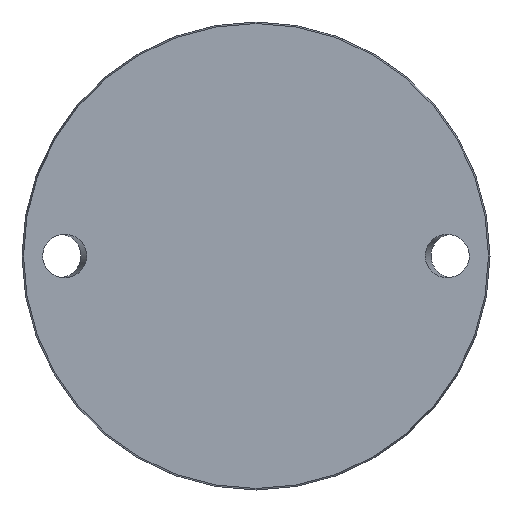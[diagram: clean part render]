
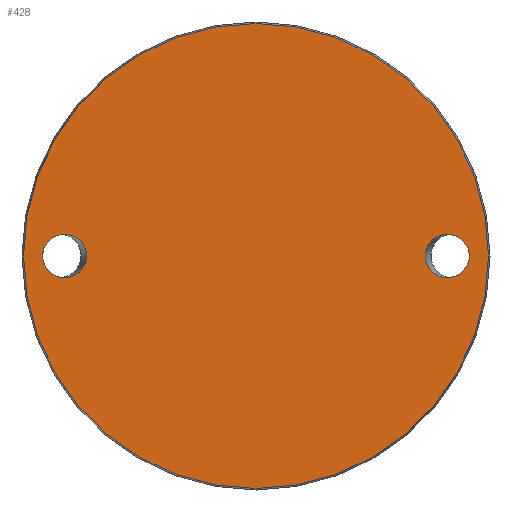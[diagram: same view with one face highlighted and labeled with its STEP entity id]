
A CAD part, front view. The second image highlights one B-rep face of the part: STEP entity #428.
In plain terms, the highlighted planar face has unit normal (0, -1, 0).
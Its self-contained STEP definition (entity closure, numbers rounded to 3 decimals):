
#42 = FACE_BOUND ( 'NONE', #1037, .T. ) ;
#95 = EDGE_CURVE ( 'NONE', #311, #311, #252, .T. ) ;
#118 = CARTESIAN_POINT ( 'NONE',  ( -64.385, 0., 0. ) ) ;
#119 = EDGE_LOOP ( 'NONE', ( #627 ) ) ;
#134 = PLANE ( 'NONE',  #992 ) ;
#155 = VERTEX_POINT ( 'NONE', #542 ) ;
#192 = ORIENTED_EDGE ( 'NONE', *, *, #385, .T. ) ;
#230 =( BOUNDED_CURVE ( )  B_SPLINE_CURVE ( 3, ( #683, #432, #529, #853, #752, #351, #673 ),
 .UNSPECIFIED., .T., .T. ) 
 B_SPLINE_CURVE_WITH_KNOTS ( ( 4, 3, 4 ),
 ( 0., 3.142, 6.283 ),
 .UNSPECIFIED. ) 
 CURVE ( )  GEOMETRIC_REPRESENTATION_ITEM ( )  RATIONAL_B_SPLINE_CURVE ( ( 1., 0.333, 0.333, 1., 0.333, 0.333, 1. ) ) 
 REPRESENTATION_ITEM ( '' )  );
#249 = CARTESIAN_POINT ( 'NONE',  ( 0., 0., 0. ) ) ;
#252 = CIRCLE ( 'NONE', #437, 88.425 ) ;
#266 = CARTESIAN_POINT ( 'NONE',  ( -81.115, 0., 16.5 ) ) ;
#298 = CARTESIAN_POINT ( 'NONE',  ( 0., 0., -88.425 ) ) ;
#311 = VERTEX_POINT ( 'NONE', #298 ) ;
#351 = CARTESIAN_POINT ( 'NONE',  ( 64.385, 0., 16.5 ) ) ;
#359 =( BOUNDED_CURVE ( )  B_SPLINE_CURVE ( 3, ( #1007, #266, #444, #118, #829, #450, #1014 ),
 .UNSPECIFIED., .T., .T. ) 
 B_SPLINE_CURVE_WITH_KNOTS ( ( 4, 3, 4 ),
 ( 0., 3.142, 6.283 ),
 .UNSPECIFIED. ) 
 CURVE ( )  GEOMETRIC_REPRESENTATION_ITEM ( )  RATIONAL_B_SPLINE_CURVE ( ( 1., 0.333, 0.333, 1., 0.333, 0.333, 1. ) ) 
 REPRESENTATION_ITEM ( '' )  );
#385 = EDGE_CURVE ( 'NONE', #155, #155, #359, .T. ) ;
#428 = ADVANCED_FACE ( 'NONE', ( #42, #933, #591 ), #134, .F. ) ;
#432 = CARTESIAN_POINT ( 'NONE',  ( 64.385, 0., -16.5 ) ) ;
#437 = AXIS2_PLACEMENT_3D ( 'NONE', #249, #499, #643 ) ;
#438 = DIRECTION ( 'NONE',  ( 0., 0., 1. ) ) ;
#444 = CARTESIAN_POINT ( 'NONE',  ( -64.385, 0., 16.5 ) ) ;
#450 = CARTESIAN_POINT ( 'NONE',  ( -81.115, 0., -16.5 ) ) ;
#497 = EDGE_CURVE ( 'NONE', #701, #701, #230, .T. ) ;
#499 = DIRECTION ( 'NONE',  ( 0., -1., 0. ) ) ;
#529 = CARTESIAN_POINT ( 'NONE',  ( 81.115, 0., -16.5 ) ) ;
#542 = CARTESIAN_POINT ( 'NONE',  ( -81.115, 0., 0. ) ) ;
#591 = FACE_OUTER_BOUND ( 'NONE', #119, .T. ) ;
#627 = ORIENTED_EDGE ( 'NONE', *, *, #95, .T. ) ;
#643 = DIRECTION ( 'NONE',  ( 0., 0., -1. ) ) ;
#673 = CARTESIAN_POINT ( 'NONE',  ( 64.385, 0., 0. ) ) ;
#683 = CARTESIAN_POINT ( 'NONE',  ( 64.385, 0., 0. ) ) ;
#701 = VERTEX_POINT ( 'NONE', #1025 ) ;
#747 = DIRECTION ( 'NONE',  ( 0., 1., 0. ) ) ;
#752 = CARTESIAN_POINT ( 'NONE',  ( 81.115, 0., 16.5 ) ) ;
#829 = CARTESIAN_POINT ( 'NONE',  ( -64.385, 0., -16.5 ) ) ;
#853 = CARTESIAN_POINT ( 'NONE',  ( 81.115, 0., 0. ) ) ;
#854 = ORIENTED_EDGE ( 'NONE', *, *, #497, .F. ) ;
#922 = CARTESIAN_POINT ( 'NONE',  ( -88.425, 0., 0. ) ) ;
#933 = FACE_BOUND ( 'NONE', #1029, .T. ) ;
#992 = AXIS2_PLACEMENT_3D ( 'NONE', #922, #747, #438 ) ;
#1007 = CARTESIAN_POINT ( 'NONE',  ( -81.115, 0., 0. ) ) ;
#1014 = CARTESIAN_POINT ( 'NONE',  ( -81.115, 0., 0. ) ) ;
#1025 = CARTESIAN_POINT ( 'NONE',  ( 64.385, 0., 0. ) ) ;
#1029 = EDGE_LOOP ( 'NONE', ( #854 ) ) ;
#1037 = EDGE_LOOP ( 'NONE', ( #192 ) ) ;
